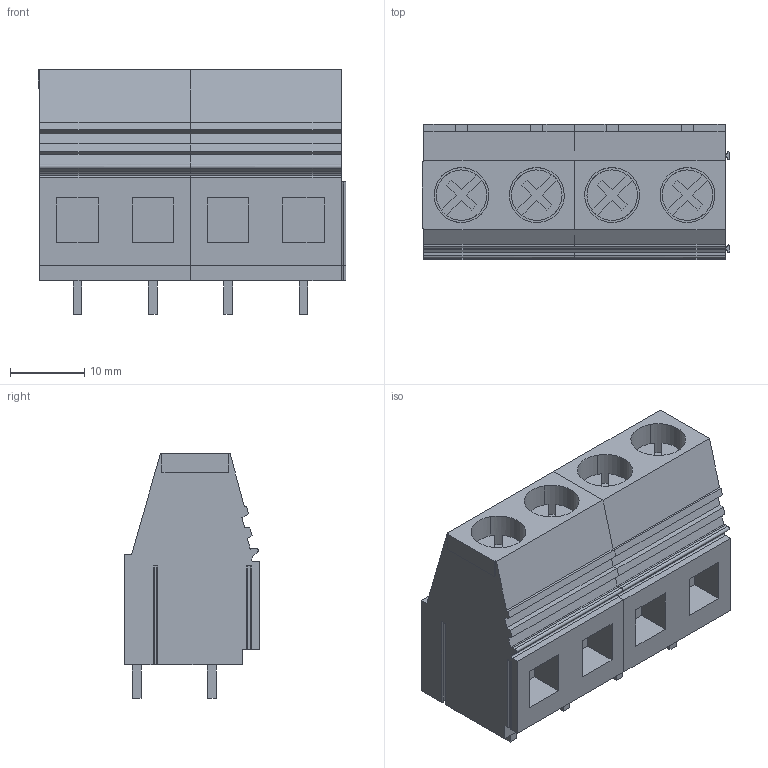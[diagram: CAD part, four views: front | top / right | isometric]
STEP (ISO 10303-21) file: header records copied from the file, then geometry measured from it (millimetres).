
FILE_DESCRIPTION(('CATIA V5 STEP Exchange','CAx-IF Rec.Pracs.--- Model Styling and Organization---1.2---2011-12-15'),'2;1');
FILE_NAME ('D1449839_0_1226220000_1226220000.stp','2018-03-05T16:00:14+00:00',('none'),('Weidmueller'),'CATIA Version 5-6 Release 2014','CATIA V5 STEP AP214','none');
FILE_SCHEMA(('AUTOMOTIVE_DESIGN { 1 0 10303 214 1 1 1 1 }'));
Length unit declared in the file: millimetre
Products named in the file (1): 1226220000
Bounding box: 41.45 x 18.3 x 33 mm (x, y, z)
Volume: 15505.6 mm3; surface area: 8726.9 mm2
Topology: 14 solids, 14 shells, 362 faces, 942 edges, 620 vertices
Faces by surface type: plane 282, cylinder 80
Entity records: 11176 total; most frequent: CARTESIAN_POINT 2300, ORIENTED_EDGE 1884, DIRECTION 1554, EDGE_CURVE 942, VECTOR 766, LINE 766, VERTEX_POINT 620, AXIS2_PLACEMENT_3D 470
